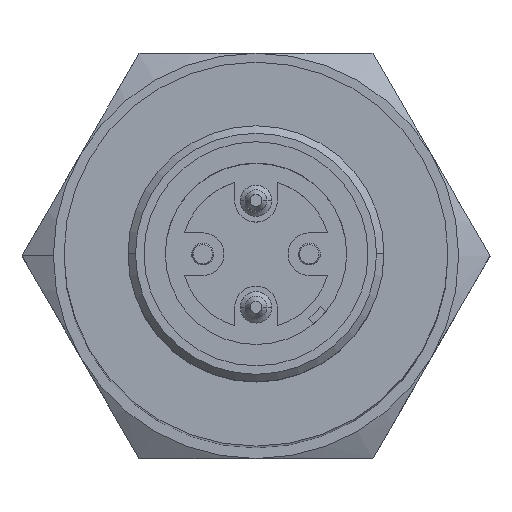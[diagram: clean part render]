
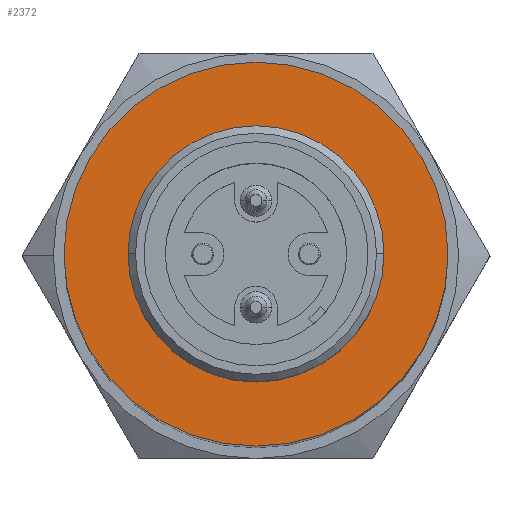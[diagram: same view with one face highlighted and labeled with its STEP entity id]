
A CAD part, top view. The second image highlights one B-rep face of the part: STEP entity #2372.
In plain terms, the highlighted planar face has unit normal (0, 0, 1).
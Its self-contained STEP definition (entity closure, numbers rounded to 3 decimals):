
#123 = CARTESIAN_POINT ( 'NONE',  ( 0., 0., 60.8 ) ) ;
#127 = DIRECTION ( 'NONE',  ( 0., 0., -1. ) ) ;
#133 = CARTESIAN_POINT ( 'NONE',  ( -5.549, 0., 60.8 ) ) ;
#141 = AXIS2_PLACEMENT_3D ( 'NONE', #1712, #127, #1989 ) ;
#271 = DIRECTION ( 'NONE',  ( 1., 0., 0. ) ) ;
#388 = DIRECTION ( 'NONE',  ( 1., 0., 0. ) ) ;
#513 = ORIENTED_EDGE ( 'NONE', *, *, #2886, .T. ) ;
#578 = CARTESIAN_POINT ( 'NONE',  ( 0., 0., 60.8 ) ) ;
#579 = EDGE_CURVE ( 'NONE', #2890, #2806, #723, .T. ) ;
#676 = AXIS2_PLACEMENT_3D ( 'NONE', #123, #1984, #388 ) ;
#693 = ORIENTED_EDGE ( 'NONE', *, *, #3432, .T. ) ;
#704 = AXIS2_PLACEMENT_3D ( 'NONE', #2835, #1238, #3100 ) ;
#723 = CIRCLE ( 'NONE', #141, 5.549 ) ;
#802 = EDGE_LOOP ( 'NONE', ( #693, #513 ) ) ;
#835 = ORIENTED_EDGE ( 'NONE', *, *, #579, .T. ) ;
#836 = DIRECTION ( 'NONE',  ( 1., 0., 0. ) ) ;
#1054 = PLANE ( 'NONE',  #1207 ) ;
#1207 = AXIS2_PLACEMENT_3D ( 'NONE', #1320, #1857, #271 ) ;
#1226 = FACE_BOUND ( 'NONE', #1278, .T. ) ;
#1238 = DIRECTION ( 'NONE',  ( 0., 0., 1. ) ) ;
#1278 = EDGE_LOOP ( 'NONE', ( #835, #1509 ) ) ;
#1291 = CIRCLE ( 'NONE', #676, 9. ) ;
#1320 = CARTESIAN_POINT ( 'NONE',  ( 0., 0., 60.8 ) ) ;
#1458 = VERTEX_POINT ( 'NONE', #2961 ) ;
#1507 = CARTESIAN_POINT ( 'NONE',  ( 5.549, 0., 60.8 ) ) ;
#1509 = ORIENTED_EDGE ( 'NONE', *, *, #2482, .T. ) ;
#1582 = CARTESIAN_POINT ( 'NONE',  ( -9., 0., 60.8 ) ) ;
#1712 = CARTESIAN_POINT ( 'NONE',  ( 0., 0., 60.8 ) ) ;
#1857 = DIRECTION ( 'NONE',  ( 0., 0., 1. ) ) ;
#1926 = AXIS2_PLACEMENT_3D ( 'NONE', #578, #2424, #836 ) ;
#1984 = DIRECTION ( 'NONE',  ( 0., 0., 1. ) ) ;
#1989 = DIRECTION ( 'NONE',  ( 1., 0., 0. ) ) ;
#2372 = ADVANCED_FACE ( 'NONE', ( #1226, #3269 ), #1054, .T. ) ;
#2388 = CIRCLE ( 'NONE', #1926, 5.549 ) ;
#2424 = DIRECTION ( 'NONE',  ( 0., 0., -1. ) ) ;
#2482 = EDGE_CURVE ( 'NONE', #2806, #2890, #2388, .T. ) ;
#2806 = VERTEX_POINT ( 'NONE', #133 ) ;
#2835 = CARTESIAN_POINT ( 'NONE',  ( 0., 0., 60.8 ) ) ;
#2886 = EDGE_CURVE ( 'NONE', #1458, #3245, #3415, .T. ) ;
#2890 = VERTEX_POINT ( 'NONE', #1507 ) ;
#2961 = CARTESIAN_POINT ( 'NONE',  ( 9., 0., 60.8 ) ) ;
#3100 = DIRECTION ( 'NONE',  ( 1., 0., 0. ) ) ;
#3245 = VERTEX_POINT ( 'NONE', #1582 ) ;
#3269 = FACE_OUTER_BOUND ( 'NONE', #802, .T. ) ;
#3415 = CIRCLE ( 'NONE', #704, 9. ) ;
#3432 = EDGE_CURVE ( 'NONE', #3245, #1458, #1291, .T. ) ;
